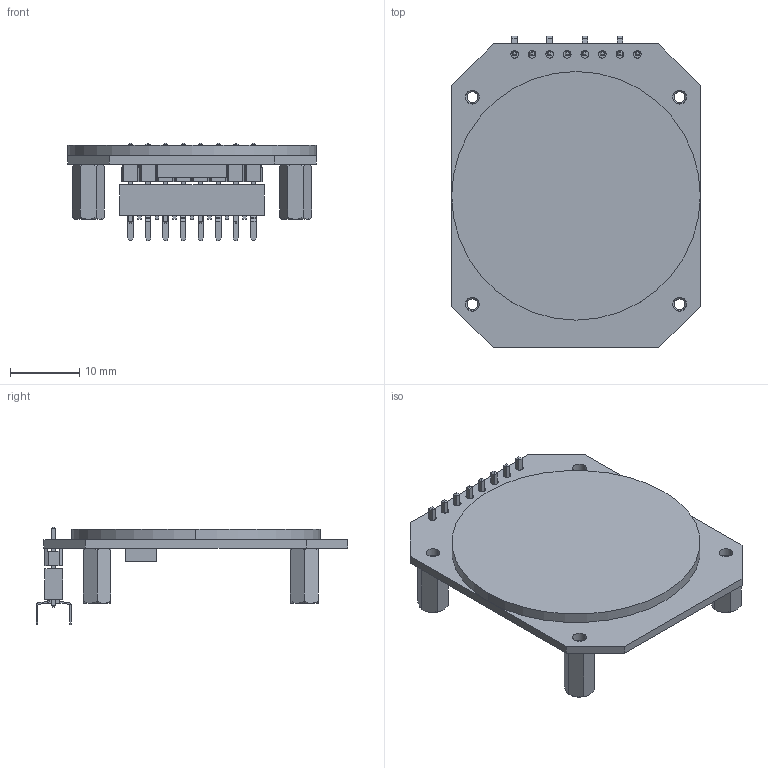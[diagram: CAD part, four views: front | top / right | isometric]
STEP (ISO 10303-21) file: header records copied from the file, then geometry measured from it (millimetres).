
FILE_DESCRIPTION(('CATIA V5 STEP Exchange'),'2;1');
FILE_NAME('GC9A01-LowProfile.stp','2023-04-28T13:28:53+00:00',('none'),('none'),'CATIA Version 5 Release 17 (IN-10)','CATIA V5 STEP AP214','none');
FILE_SCHEMA(('AUTOMOTIVE_DESIGN { 1 0 10303 214 1 1 1 1 }'));
Length unit declared in the file: millimetre
Products named in the file (9): GC9A01-LowProfile; GC9A01.1; 6130xx11121; 61300811121; 6130xx11121_PIN; 1; Assem1; 6130xx15721_PIN; 61300815721
Assembly tree (25 placements, depth 3):
  GC9A01-LowProfile
    GC9A01.1
    6130xx11121
      61300811121
      6130xx11121_PIN  x8
    1  x4
    Assem1
      6130xx15721_PIN  x8
      61300815721
Bounding box: 36 x 45.13 x 14.1 mm (x, y, z)
Volume: 4059.1 mm3; surface area: 5671.7 mm2
Topology: 15 solids, 39 shells, 1386 faces, 3964 edges, 2745 vertices
Faces by surface type: plane 856, cylinder 402, cone 80, torus 32, bspline 16
Entity records: 15226 total; most frequent: CARTESIAN_POINT 3556, ORIENTED_EDGE 2364, DIRECTION 2062, EDGE_CURVE 1190, VECTOR 960, LINE 960, VERTEX_POINT 758, AXIS2_PLACEMENT_3D 626
